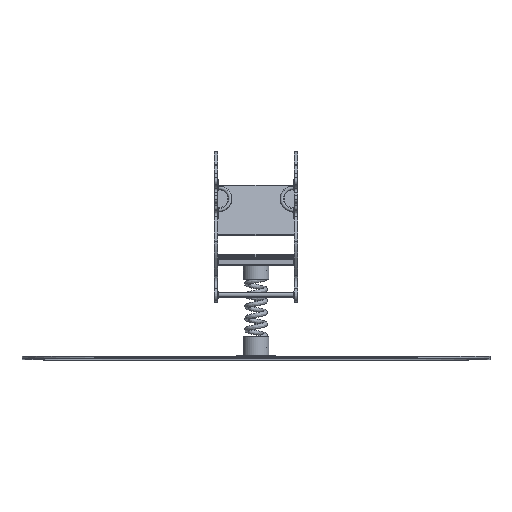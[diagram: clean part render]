
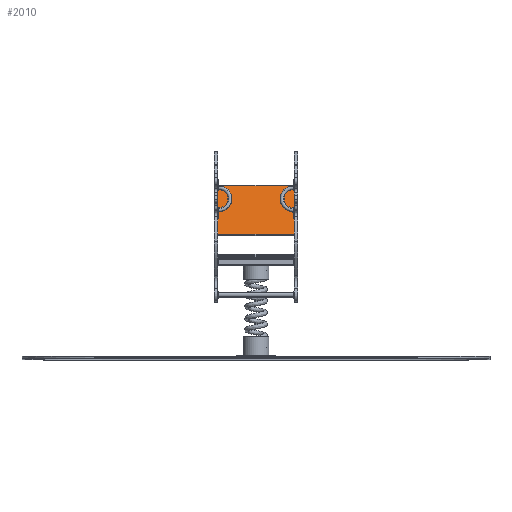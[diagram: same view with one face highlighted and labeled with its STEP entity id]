
A CAD part, top view. The second image highlights one B-rep face of the part: STEP entity #2010.
In plain terms, the highlighted face is planar.
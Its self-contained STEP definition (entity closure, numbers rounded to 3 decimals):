
#2010=ADVANCED_FACE('',(#4543),#4545,.T.);
#4543=FACE_BOUND('',#4544,.T.);
#4544=EDGE_LOOP('',(#11307,#11308,#11309,#11310));
#4545=PLANE('',#4546);
#4546=AXIS2_PLACEMENT_3D('',#4547,#4548,#4549);
#4547=CARTESIAN_POINT('',(0.,0.,0.));
#4548=DIRECTION('',(0.,0.,1.));
#4549=DIRECTION('',(1.,0.,0.));
#11307=ORIENTED_EDGE('',*,*,#13261,.T.);
#11308=ORIENTED_EDGE('',*,*,#13248,.T.);
#11309=ORIENTED_EDGE('',*,*,#13262,.T.);
#11310=ORIENTED_EDGE('',*,*,#13253,.T.);
#13248=EDGE_CURVE('',#14069,#14081,#14083,.T.);
#13253=EDGE_CURVE('',#14092,#14089,#14093,.T.);
#13261=EDGE_CURVE('',#14089,#14069,#14104,.T.);
#13262=EDGE_CURVE('',#14081,#14092,#14105,.T.);
#14069=VERTEX_POINT('',#15538);
#14081=VERTEX_POINT('',#15565);
#14083=LINE('',#15570,#15571);
#14089=VERTEX_POINT('',#15584);
#14092=VERTEX_POINT('',#15590);
#14093=LINE('',#15591,#15592);
#14104=LINE('',#15621,#15622);
#14105=LINE('',#15624,#15625);
#15538=CARTESIAN_POINT('',(420.,5.,0.));
#15565=CARTESIAN_POINT('',(420.,265.,0.));
#15570=CARTESIAN_POINT('',(420.,5.,0.));
#15571=VECTOR('',#15572,1.);
#15572=DIRECTION('',(0.,1.,0.));
#15584=CARTESIAN_POINT('',(0.,5.,0.));
#15590=CARTESIAN_POINT('',(0.,265.,0.));
#15591=CARTESIAN_POINT('',(0.,265.,0.));
#15592=VECTOR('',#15593,1.);
#15593=DIRECTION('',(0.,-1.,0.));
#15621=CARTESIAN_POINT('',(0.,5.,0.));
#15622=VECTOR('',#15623,1.);
#15623=DIRECTION('',(1.,0.,0.));
#15624=CARTESIAN_POINT('',(420.,265.,0.));
#15625=VECTOR('',#15626,1.);
#15626=DIRECTION('',(-1.,0.,0.));
